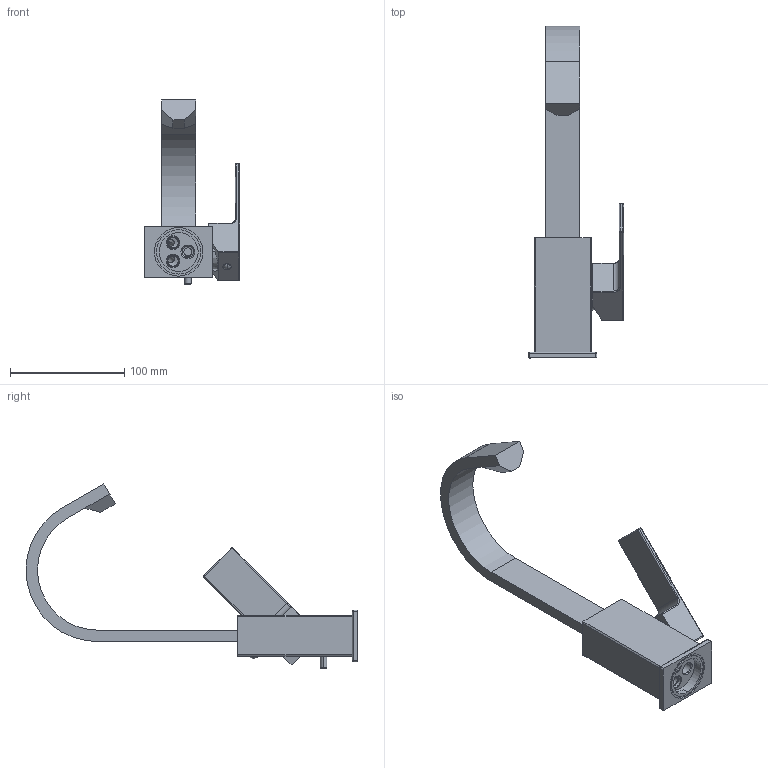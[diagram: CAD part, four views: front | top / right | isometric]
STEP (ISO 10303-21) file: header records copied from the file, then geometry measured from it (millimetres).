
FILE_DESCRIPTION((''),'2;1');
FILE_NAME('EL877CR','2021-01-19T10:49:36',('ut3'),('PAFFONI SpA'),'CREO PARAMETRIC BY PTC INC, 2020044','CREO PARAMETRIC BY PTC INC, 2020044','');
FILE_SCHEMA(('CONFIG_CONTROL_DESIGN','SHAPE_APPEARANCE_LAYERS_GROUPS'));
Length unit declared in the file: millimetre
Products named in the file (1): EL877CR
Bounding box: 83.28 x 290.2 x 160.93 mm (x, y, z)
Volume: 282100.1 mm3; surface area: 82604.5 mm2
Topology: 1 solids, 1 shells, 386 faces, 892 edges, 544 vertices
Faces by surface type: cylinder 167, plane 112, cone 79, sphere 14, torus 10, bspline 4
Entity records: 14790 total; most frequent: CARTESIAN_POINT 3364, DIRECTION 1956, ORIENTED_EDGE 1748, EDGE_CURVE 874, AXIS2_PLACEMENT_3D 781, VERTEX_POINT 544, EDGE_LOOP 442, CIRCLE 399
